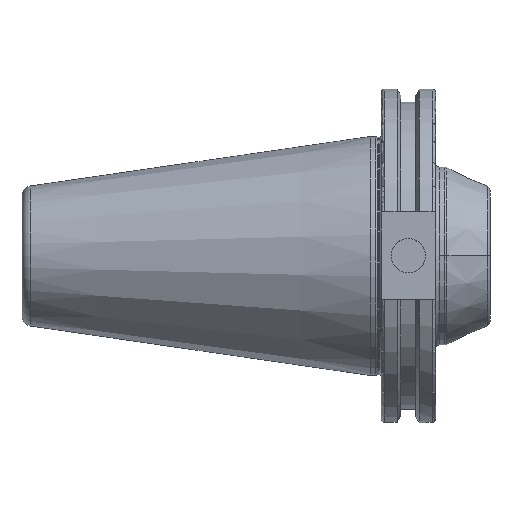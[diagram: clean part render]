
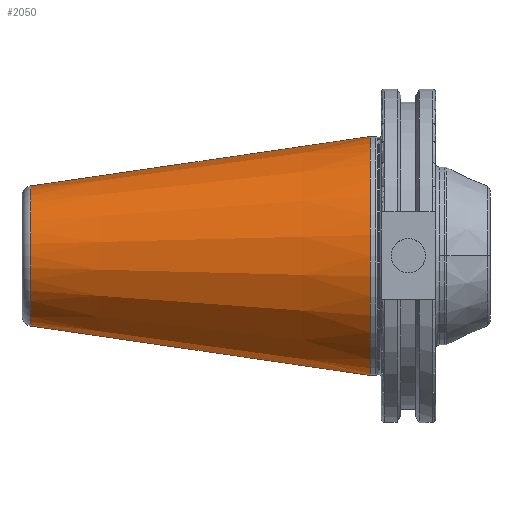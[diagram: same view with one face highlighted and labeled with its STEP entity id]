
A CAD part, top view. The second image highlights one B-rep face of the part: STEP entity #2050.
In plain terms, the highlighted conical face has half-angle 8.297 degrees and reference radius 34.925 mm.
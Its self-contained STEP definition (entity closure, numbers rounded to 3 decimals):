
#164 = ORIENTED_EDGE ( 'NONE', *, *, #3456, .F. ) ;
#212 = CARTESIAN_POINT ( 'NONE',  ( 3.2, 0., 0. ) ) ;
#261 = DIRECTION ( 'NONE',  ( -1., 0., 0. ) ) ;
#844 = VERTEX_POINT ( 'NONE', #6029 ) ;
#1248 = EDGE_CURVE ( 'NONE', #2100, #844, #7506, .T. ) ;
#1386 = CARTESIAN_POINT ( 'NONE',  ( 102.383, 0., 0. ) ) ;
#1424 = EDGE_CURVE ( 'NONE', #2140, #7051, #6435, .T. ) ;
#1473 = CARTESIAN_POINT ( 'NONE',  ( 102.383, -20.461, 0. ) ) ;
#1535 = VECTOR ( 'NONE', #4422, 1000. ) ;
#1751 = FACE_OUTER_BOUND ( 'NONE', #1967, .T. ) ;
#1967 = EDGE_LOOP ( 'NONE', ( #164, #2887, #5862, #4243 ) ) ;
#2050 = ADVANCED_FACE ( 'NONE', ( #1751 ), #4509, .T. ) ;
#2100 = VERTEX_POINT ( 'NONE', #1473 ) ;
#2140 = VERTEX_POINT ( 'NONE', #3327 ) ;
#2670 = CARTESIAN_POINT ( 'NONE',  ( 3.2, 34.925, 0. ) ) ;
#2887 = ORIENTED_EDGE ( 'NONE', *, *, #1248, .F. ) ;
#3122 = LINE ( 'NONE', #3896, #4488 ) ;
#3327 = CARTESIAN_POINT ( 'NONE',  ( 3.2, -34.925, 0. ) ) ;
#3456 = EDGE_CURVE ( 'NONE', #844, #7051, #4855, .T. ) ;
#3492 = EDGE_CURVE ( 'NONE', #2100, #2140, #3122, .T. ) ;
#3786 = DIRECTION ( 'NONE',  ( 0., 1., 0. ) ) ;
#3896 = CARTESIAN_POINT ( 'NONE',  ( 3.2, -34.925, 0. ) ) ;
#4243 = ORIENTED_EDGE ( 'NONE', *, *, #1424, .T. ) ;
#4422 = DIRECTION ( 'NONE',  ( -0.99, 0.144, 0. ) ) ;
#4470 = DIRECTION ( 'NONE',  ( -0.99, -0.144, 0. ) ) ;
#4488 = VECTOR ( 'NONE', #4470, 1000. ) ;
#4509 = CONICAL_SURFACE ( 'NONE', #5063, 34.925, 0.145 ) ;
#4855 = LINE ( 'NONE', #2670, #1535 ) ;
#4921 = CARTESIAN_POINT ( 'NONE',  ( 3.2, 34.925, 0. ) ) ;
#4968 = DIRECTION ( 'NONE',  ( 0., -1., 0. ) ) ;
#5063 = AXIS2_PLACEMENT_3D ( 'NONE', #212, #261, #4968 ) ;
#5532 = DIRECTION ( 'NONE',  ( 1., 0., 0. ) ) ;
#5644 = CARTESIAN_POINT ( 'NONE',  ( 3.2, 0., 0. ) ) ;
#5862 = ORIENTED_EDGE ( 'NONE', *, *, #3492, .T. ) ;
#6029 = CARTESIAN_POINT ( 'NONE',  ( 102.383, 20.461, 0. ) ) ;
#6435 = CIRCLE ( 'NONE', #6947, 34.925 ) ;
#6868 = DIRECTION ( 'NONE',  ( 1., 0., 0. ) ) ;
#6947 = AXIS2_PLACEMENT_3D ( 'NONE', #5644, #6868, #7468 ) ;
#7051 = VERTEX_POINT ( 'NONE', #4921 ) ;
#7386 = AXIS2_PLACEMENT_3D ( 'NONE', #1386, #5532, #3786 ) ;
#7468 = DIRECTION ( 'NONE',  ( 0., 1., 0. ) ) ;
#7506 = CIRCLE ( 'NONE', #7386, 20.461 ) ;
